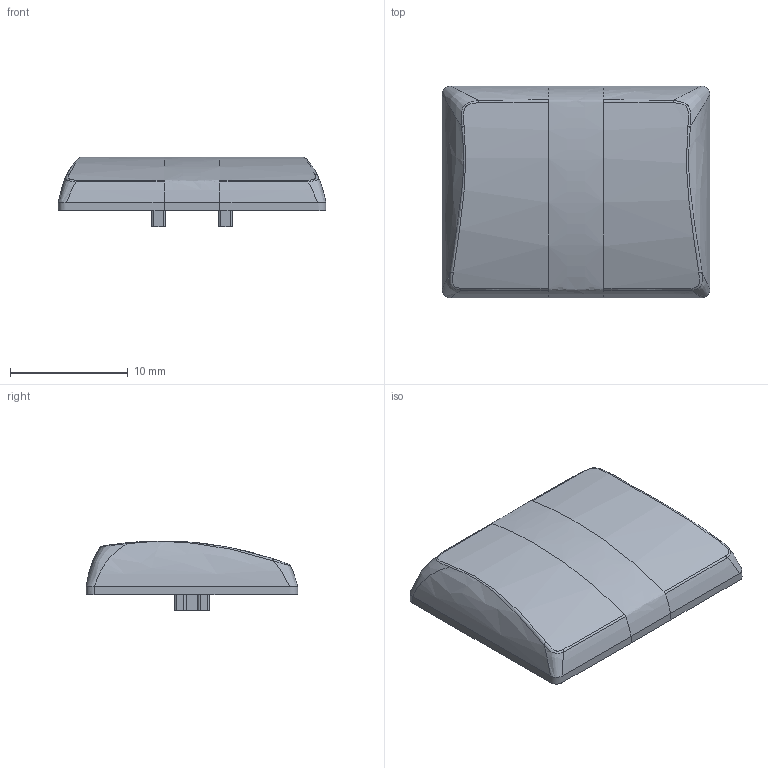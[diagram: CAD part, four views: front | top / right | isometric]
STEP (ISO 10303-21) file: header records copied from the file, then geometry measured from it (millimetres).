
FILE_DESCRIPTION(/* description */ (''),/* implementation_level */ '2;1');
FILE_NAME(/* name */ '125_convex',/* time_stamp */ '2022-08-28T20:35:24+02:00',/* author */ (''),/* organization */ (''),/* preprocessor_version */ 'ST-DEVELOPER v16.5',/* originating_system */ 'Rhino 7.21',/* authorisation */ '');
FILE_SCHEMA (('CONFIG_CONTROL_DESIGN'));
Length unit declared in the file: millimetre
Products named in the file (1): Document
Bounding box: 22.75 x 18 x 5.95 mm (x, y, z)
Volume: 746 mm3; surface area: 1249.8 mm2
Topology: 1 solids, 1 shells, 100 faces, 266 edges, 170 vertices
Faces by surface type: bspline 35, plane 33, cylinder 32
Entity records: 6624 total; most frequent: CARTESIAN_POINT 4943, ORIENTED_EDGE 532, EDGE_CURVE 266, VERTEX_POINT 170, B_SPLINE_CURVE_WITH_KNOTS 112, EDGE_LOOP 102, ADVANCED_FACE 100, FACE_OUTER_BOUND 100
